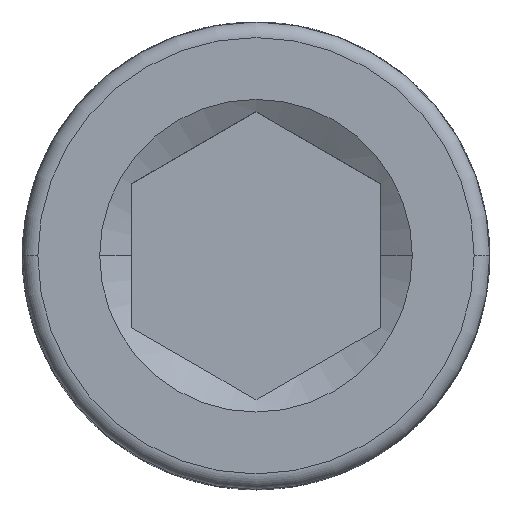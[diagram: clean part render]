
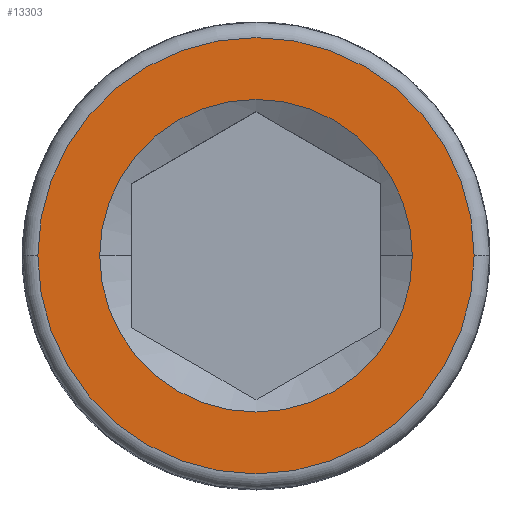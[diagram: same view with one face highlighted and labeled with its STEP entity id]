
A CAD part, top view. The second image highlights one B-rep face of the part: STEP entity #13303.
In plain terms, the highlighted planar face has unit normal (0, 0, 1).
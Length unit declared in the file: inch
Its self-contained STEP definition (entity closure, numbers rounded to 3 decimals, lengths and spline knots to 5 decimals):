
#43 = CARTESIAN_POINT ( 'NONE',  ( 0., 0., 0.53125 ) ) ;
#352 = CARTESIAN_POINT ( 'NONE',  ( 0., 0., 0.53125 ) ) ;
#533 = ORIENTED_EDGE ( 'NONE', *, *, #6128, .F. ) ;
#708 = DIRECTION ( 'NONE',  ( 1., 0., 0. ) ) ;
#1054 = AXIS2_PLACEMENT_3D ( 'NONE', #43, #6859, #2321 ) ;
#1326 = PLANE ( 'NONE',  #2042 ) ;
#1897 = ORIENTED_EDGE ( 'NONE', *, *, #7518, .F. ) ;
#2042 = AXIS2_PLACEMENT_3D ( 'NONE', #8183, #11567, #13875 ) ;
#2321 = DIRECTION ( 'NONE',  ( -1., 0., 0. ) ) ;
#2565 = CIRCLE ( 'NONE', #9729, 0.21875 ) ;
#2836 = DIRECTION ( 'NONE',  ( 0., 0., -1. ) ) ;
#2930 = CARTESIAN_POINT ( 'NONE',  ( -0.21875, 0., 0.53125 ) ) ;
#3224 = CARTESIAN_POINT ( 'NONE',  ( 0.15674, 0., 0.53125 ) ) ;
#3905 = CARTESIAN_POINT ( 'NONE',  ( 0., 0., 0.53125 ) ) ;
#4034 = VERTEX_POINT ( 'NONE', #3224 ) ;
#4125 = EDGE_CURVE ( 'NONE', #6844, #6322, #8517, .T. ) ;
#4314 = EDGE_LOOP ( 'NONE', ( #533, #12247 ) ) ;
#4464 = VERTEX_POINT ( 'NONE', #8373 ) ;
#5114 = CARTESIAN_POINT ( 'NONE',  ( 0., 0., 0.53125 ) ) ;
#5746 = CARTESIAN_POINT ( 'NONE',  ( 0.21875, 0., 0.53125 ) ) ;
#5956 = CIRCLE ( 'NONE', #14623, 0.15674 ) ;
#6128 = EDGE_CURVE ( 'NONE', #6322, #6844, #2565, .T. ) ;
#6322 = VERTEX_POINT ( 'NONE', #2930 ) ;
#6844 = VERTEX_POINT ( 'NONE', #5746 ) ;
#6859 = DIRECTION ( 'NONE',  ( 0., 0., -1. ) ) ;
#7268 = DIRECTION ( 'NONE',  ( -1., 0., 0. ) ) ;
#7518 = EDGE_CURVE ( 'NONE', #4034, #4464, #12661, .T. ) ;
#8183 = CARTESIAN_POINT ( 'NONE',  ( 0., 0.21875, 0.53125 ) ) ;
#8373 = CARTESIAN_POINT ( 'NONE',  ( -0.15674, 0., 0.53125 ) ) ;
#8517 = CIRCLE ( 'NONE', #1054, 0.21875 ) ;
#9729 = AXIS2_PLACEMENT_3D ( 'NONE', #352, #2836, #7268 ) ;
#9886 = DIRECTION ( 'NONE',  ( 0., 0., 1. ) ) ;
#10475 = EDGE_CURVE ( 'NONE', #4464, #4034, #5956, .T. ) ;
#10938 = DIRECTION ( 'NONE',  ( 0., 0., 1. ) ) ;
#11106 = AXIS2_PLACEMENT_3D ( 'NONE', #5114, #9886, #708 ) ;
#11272 = FACE_OUTER_BOUND ( 'NONE', #4314, .T. ) ;
#11338 = ORIENTED_EDGE ( 'NONE', *, *, #10475, .F. ) ;
#11567 = DIRECTION ( 'NONE',  ( 0., 0., 1. ) ) ;
#12247 = ORIENTED_EDGE ( 'NONE', *, *, #4125, .F. ) ;
#12661 = CIRCLE ( 'NONE', #11106, 0.15674 ) ;
#13042 = DIRECTION ( 'NONE',  ( 1., 0., 0. ) ) ;
#13303 = ADVANCED_FACE ( 'NONE', ( #13967, #11272 ), #1326, .T. ) ;
#13875 = DIRECTION ( 'NONE',  ( 1., 0., 0. ) ) ;
#13967 = FACE_BOUND ( 'NONE', #14126, .T. ) ;
#14126 = EDGE_LOOP ( 'NONE', ( #1897, #11338 ) ) ;
#14623 = AXIS2_PLACEMENT_3D ( 'NONE', #3905, #10938, #13042 ) ;
